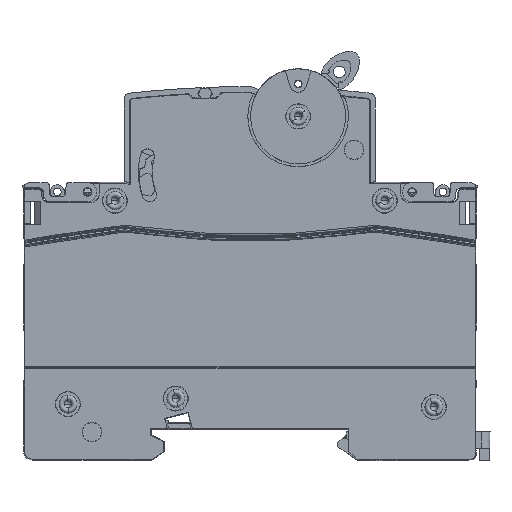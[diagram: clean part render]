
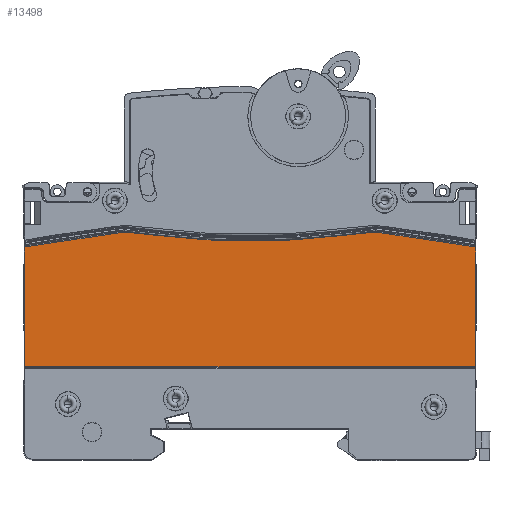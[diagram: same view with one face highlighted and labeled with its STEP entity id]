
A CAD part, top view. The second image highlights one B-rep face of the part: STEP entity #13498.
In plain terms, the highlighted planar face has unit normal (0, 0, 1).
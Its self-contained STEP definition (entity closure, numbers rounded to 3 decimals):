
#748 = CARTESIAN_POINT ( 'NONE',  ( 25.843, -22.23, 5.9 ) ) ;
#1768 = VERTEX_POINT ( 'NONE', #9425 ) ;
#4837 = CARTESIAN_POINT ( 'NONE',  ( 31.752, -44.8, 5.9 ) ) ;
#5987 = CARTESIAN_POINT ( 'NONE',  ( 0., 0., 5.9 ) ) ;
#7390 = VECTOR ( 'NONE', #44758, 1000. ) ;
#8447 = ORIENTED_EDGE ( 'NONE', *, *, #61288, .T. ) ;
#8830 = B_SPLINE_CURVE_WITH_KNOTS ( 'NONE', 3,
 ( #83979, #748, #36736, #48551 ),
 .UNSPECIFIED., .F., .F.,
 ( 4, 4 ),
 ( 0.008, 1. ),
 .UNSPECIFIED. ) ;
#9425 = CARTESIAN_POINT ( 'NONE',  ( 13.91, -20.698, 5.9 ) ) ;
#13498 = ADVANCED_FACE ( 'NONE', ( #38891 ), #51484, .T. ) ;
#14273 = ORIENTED_EDGE ( 'NONE', *, *, #35734, .T. ) ;
#15203 = VERTEX_POINT ( 'NONE', #146732 ) ;
#18868 = CARTESIAN_POINT ( 'NONE',  ( -48.952, -44.8, 5.9 ) ) ;
#21474 = B_SPLINE_CURVE_WITH_KNOTS ( 'NONE', 3,
 ( #18868, #115616, #112484, #4837 ),
 .UNSPECIFIED., .F., .F.,
 ( 4, 4 ),
 ( 0.002, 0.998 ),
 .UNSPECIFIED. ) ;
#22054 = CARTESIAN_POINT ( 'NONE',  ( 13.91, -20.698, 5.9 ) ) ;
#24325 = AXIS2_PLACEMENT_3D ( 'NONE', #5987, #101853, #111356 ) ;
#26975 = EDGE_CURVE ( 'NONE', #74000, #33592, #28255, .T. ) ;
#27501 = DIRECTION ( 'NONE',  ( 0., 1., 0. ) ) ;
#28255 = LINE ( 'NONE', #135338, #152067 ) ;
#33592 = VERTEX_POINT ( 'NONE', #94543 ) ;
#33699 = CARTESIAN_POINT ( 'NONE',  ( -37.095, -21.338, 5.9 ) ) ;
#34585 = CARTESIAN_POINT ( 'NONE',  ( -31.11, -20.698, 5.9 ) ) ;
#35734 = EDGE_CURVE ( 'NONE', #1768, #150733, #56063, .T. ) ;
#36736 = CARTESIAN_POINT ( 'NONE',  ( 19.895, -21.338, 5.9 ) ) ;
#38891 = FACE_OUTER_BOUND ( 'NONE', #82533, .T. ) ;
#44758 = DIRECTION ( 'NONE',  ( 0., -1., 0. ) ) ;
#45651 = CARTESIAN_POINT ( 'NONE',  ( 6.444, -21.766, 5.9 ) ) ;
#48551 = CARTESIAN_POINT ( 'NONE',  ( 13.91, -20.698, 5.9 ) ) ;
#49920 = EDGE_CURVE ( 'NONE', #33592, #1768, #8830, .T. ) ;
#51484 = PLANE ( 'NONE',  #24325 ) ;
#56063 = B_SPLINE_CURVE_WITH_KNOTS ( 'NONE', 3,
 ( #22054, #45651, #71548, #155059, #105473, #34585 ),
 .UNSPECIFIED., .F., .F.,
 ( 4, 2, 4 ),
 ( 0., 0.5, 1. ),
 .UNSPECIFIED. ) ;
#61288 = EDGE_CURVE ( 'NONE', #15203, #97333, #104630, .T. ) ;
#64227 = B_SPLINE_CURVE_WITH_KNOTS ( 'NONE', 3,
 ( #128966, #33699, #81687, #70673 ),
 .UNSPECIFIED., .F., .F.,
 ( 4, 4 ),
 ( 0., 0.992 ),
 .UNSPECIFIED. ) ;
#67431 = CARTESIAN_POINT ( 'NONE',  ( 31.752, -44.8, 5.9 ) ) ;
#70673 = CARTESIAN_POINT ( 'NONE',  ( -48.952, -23.376, 5.9 ) ) ;
#71548 = CARTESIAN_POINT ( 'NONE',  ( -1.06, -22.3, 5.9 ) ) ;
#74000 = VERTEX_POINT ( 'NONE', #67431 ) ;
#74728 = CARTESIAN_POINT ( 'NONE',  ( -31.11, -20.698, 5.9 ) ) ;
#81687 = CARTESIAN_POINT ( 'NONE',  ( -43.043, -22.23, 5.9 ) ) ;
#82533 = EDGE_LOOP ( 'NONE', ( #8447, #93824, #95732, #94798, #14273, #114160 ) ) ;
#83979 = CARTESIAN_POINT ( 'NONE',  ( 31.752, -23.376, 5.9 ) ) ;
#93824 = ORIENTED_EDGE ( 'NONE', *, *, #122177, .T. ) ;
#94543 = CARTESIAN_POINT ( 'NONE',  ( 31.752, -23.376, 5.9 ) ) ;
#94798 = ORIENTED_EDGE ( 'NONE', *, *, #49920, .T. ) ;
#95732 = ORIENTED_EDGE ( 'NONE', *, *, #26975, .T. ) ;
#97333 = VERTEX_POINT ( 'NONE', #133693 ) ;
#101853 = DIRECTION ( 'NONE',  ( 0., 0., 1. ) ) ;
#104630 = LINE ( 'NONE', #152620, #7390 ) ;
#104688 = EDGE_CURVE ( 'NONE', #150733, #15203, #64227, .T. ) ;
#105473 = CARTESIAN_POINT ( 'NONE',  ( -23.643, -21.766, 5.9 ) ) ;
#111356 = DIRECTION ( 'NONE',  ( 1., 0., 0. ) ) ;
#112484 = CARTESIAN_POINT ( 'NONE',  ( 4.851, -44.8, 5.9 ) ) ;
#114160 = ORIENTED_EDGE ( 'NONE', *, *, #104688, .T. ) ;
#115616 = CARTESIAN_POINT ( 'NONE',  ( -22.051, -44.8, 5.9 ) ) ;
#122177 = EDGE_CURVE ( 'NONE', #97333, #74000, #21474, .T. ) ;
#128966 = CARTESIAN_POINT ( 'NONE',  ( -31.11, -20.698, 5.9 ) ) ;
#133693 = CARTESIAN_POINT ( 'NONE',  ( -48.952, -44.8, 5.9 ) ) ;
#135338 = CARTESIAN_POINT ( 'NONE',  ( 31.752, -191.7, 5.9 ) ) ;
#146732 = CARTESIAN_POINT ( 'NONE',  ( -48.952, -23.376, 5.9 ) ) ;
#150733 = VERTEX_POINT ( 'NONE', #74728 ) ;
#152067 = VECTOR ( 'NONE', #27501, 1000. ) ;
#152620 = CARTESIAN_POINT ( 'NONE',  ( -48.952, -191.7, 5.9 ) ) ;
#155059 = CARTESIAN_POINT ( 'NONE',  ( -16.14, -22.3, 5.9 ) ) ;
